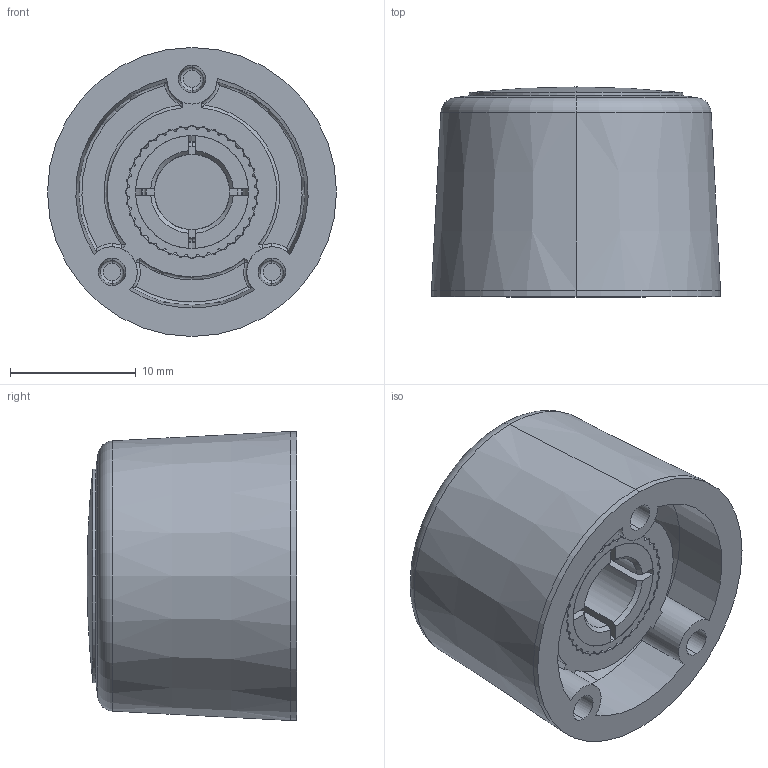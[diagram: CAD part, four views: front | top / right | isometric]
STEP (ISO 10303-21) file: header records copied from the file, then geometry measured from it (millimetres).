
FILE_DESCRIPTION (( 'STEP AP203' ), '1' );
FILE_NAME ('00010531.step', '2012-08-17T09:43:20', ( 'cc-it' ), ( '' ), 'SwSTEP 2.0', 'SolidWorks 2010', '' );
FILE_SCHEMA (( 'CONFIG_CONTROL_DESIGN' ));
Length unit declared in the file: millimetre
Products named in the file (7): 00010531; 00007392 - Knopfkörper geschlossen ø23_Default; 00006763 - Eindrückbuchse; 00006765 - Spannzange ø6mm; 00006770 - Scheibe; 00006772 - Mutter; 00007400 - Deckel für ø23_Default
Assembly tree (6 placements, depth 2):
  00010531
    00007392 - Knopfkörper geschlossen ø23_Default
    00006765 - Spannzange ø6mm
    00006770 - Scheibe
    00006772 - Mutter
    00007400 - Deckel für ø23_Default
    00006763 - Eindrückbuchse
Bounding box: 23 x 16.7 x 23 mm (x, y, z)
Volume: 3961.8 mm3; surface area: 5604.1 mm2
Topology: 6 solids, 6 shells, 492 faces, 1253 edges, 791 vertices
Faces by surface type: cylinder 216, plane 157, cone 74, torus 43, sphere 2
Entity records: 16694 total; most frequent: CARTESIAN_POINT 4177, ORIENTED_EDGE 2506, DIRECTION 2469, EDGE_CURVE 1253, AXIS2_PLACEMENT_3D 981, VERTEX_POINT 791, EDGE_LOOP 520, LINE 507
